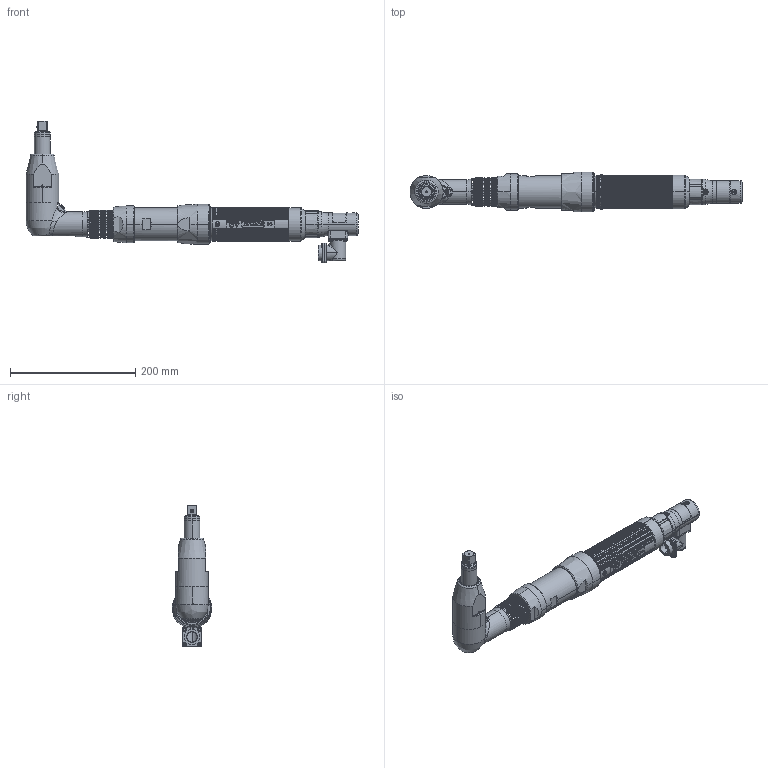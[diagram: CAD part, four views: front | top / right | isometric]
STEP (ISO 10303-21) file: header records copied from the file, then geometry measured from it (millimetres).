
FILE_DESCRIPTION((''),'2;1');
FILE_NAME('EB45MA26F1-165','2012-08-17T',('EJF1116'),(''),'PRO/ENGINEER BY PARAMETRIC TECHNOLOGY CORPORATION, 2010430','PRO/ENGINEER BY PARAMETRIC TECHNOLOGY CORPORATION, 2010430','');
FILE_SCHEMA(('CONFIG_CONTROL_DESIGN'));
Length unit declared in the file: inch
Products named in the file (1): EB45MA26F1-165
Bounding box: 529.6 x 63.44 x 225.49 mm (x, y, z)
Surface area: 172688.3 mm2 (no closed solid volume)
Topology: 0 solids, 140 shells, 830 faces, 4312 edges, 3482 vertices
Faces by surface type: cylinder 392, plane 190, bspline 104, torus 97, cone 45, extrusion 2
Entity records: 54824 total; most frequent: CARTESIAN_POINT 23924, DIRECTION 5841, ORIENTED_EDGE 5539, EDGE_CURVE 4312, VERTEX_POINT 3482, AXIS2_PLACEMENT_3D 2008, VECTOR 1825, LINE 1823
